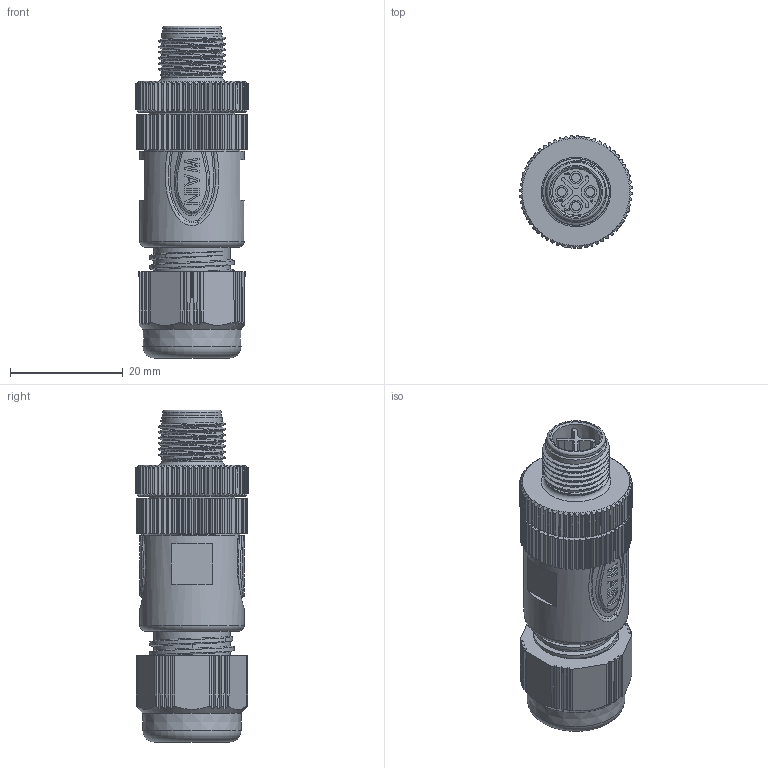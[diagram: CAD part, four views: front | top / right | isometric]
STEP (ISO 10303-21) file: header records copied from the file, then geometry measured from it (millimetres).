
FILE_DESCRIPTION(/* description */ (''),/* implementation_level */ '2;1');
FILE_NAME(/* name */ '222.stp',/* time_stamp */ '2024-03-20T15:29:02+08:00',/* author */ (''),/* organization */ (''),/* preprocessor_version */ 'ST-DEVELOPER v18.1',/* originating_system */ 'SIEMENS PLM Software NX 1980',/* authorisation */ '');
FILE_SCHEMA (('AUTOMOTIVE_DESIGN { 1 0 10303 214 3 1 1 1 }'));
Length unit declared in the file: millimetre
Products named in the file (1): 222
Bounding box: 19.99 x 19.99 x 58.85 mm (x, y, z)
Volume: 13279.8 mm3; surface area: 5587.2 mm2
Topology: 1 solids, 5 shells, 969 faces, 2555 edges, 1633 vertices
Faces by surface type: plane 472, cylinder 301, cone 155, bspline 29, extrusion 8, torus 4
Full cylindrical faces by diameter (mm): 1.6 x4, 2.17 x4, 8.45 x1, 10.4 x1, 10.82 x7, 13.5 x2, 15.1 x1, 18.5 x1
Entity records: 36065 total; most frequent: CARTESIAN_POINT 13585, ORIENTED_EDGE 4978, DIRECTION 4256, EDGE_CURVE 2489, VERTEX_POINT 1602, AXIS2_PLACEMENT_3D 1573, VECTOR 1110, LINE 1102
